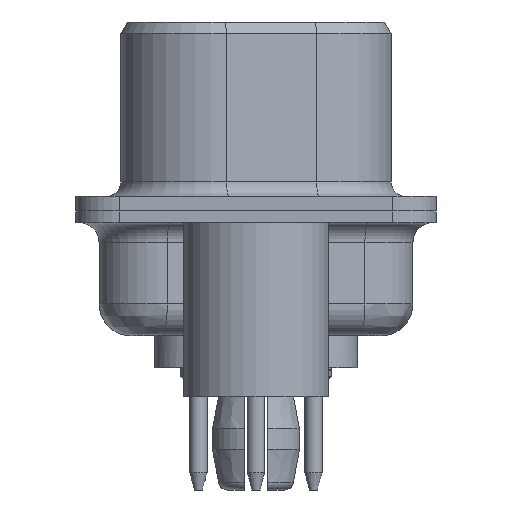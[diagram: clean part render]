
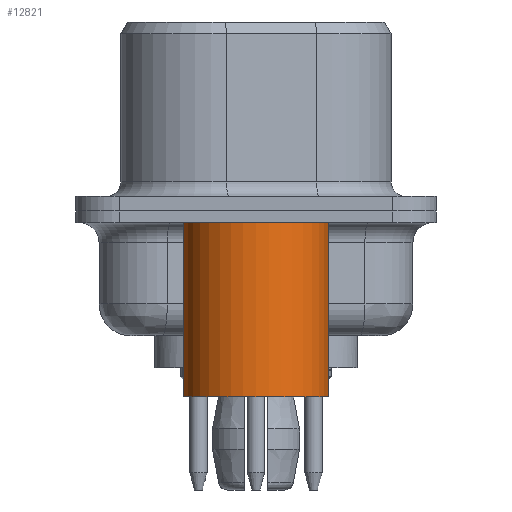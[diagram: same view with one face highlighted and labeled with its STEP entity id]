
A CAD part, left-side view. The second image highlights one B-rep face of the part: STEP entity #12821.
In plain terms, the highlighted cylindrical face has radius 2.5 mm (diameter 5 mm), a full revolution.
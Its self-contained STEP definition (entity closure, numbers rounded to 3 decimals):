
#783=CIRCLE('',#14065,2.5);
#803=CIRCLE('',#14109,2.5);
#1034=CYLINDRICAL_SURFACE('',#14108,2.5);
#1447=FACE_BOUND('',#5941,.T.);
#4745=FACE_OUTER_BOUND('',#5940,.T.);
#5940=EDGE_LOOP('',(#12016));
#5941=EDGE_LOOP('',(#12017));
#7150=VERTEX_POINT('',#24553);
#7171=VERTEX_POINT('',#24694);
#8744=EDGE_CURVE('',#7150,#7150,#783,.T.);
#8788=EDGE_CURVE('',#7171,#7171,#803,.T.);
#12016=ORIENTED_EDGE('',*,*,#8788,.F.);
#12017=ORIENTED_EDGE('',*,*,#8744,.T.);
#12821=ADVANCED_FACE('',(#4745,#1447),#1034,.T.);
#14065=AXIS2_PLACEMENT_3D('',#24554,#17629,#17630);
#14108=AXIS2_PLACEMENT_3D('',#24693,#17727,#17728);
#14109=AXIS2_PLACEMENT_3D('',#24695,#17729,#17730);
#17629=DIRECTION('center_axis',(0.,1.,0.));
#17630=DIRECTION('ref_axis',(-1.,0.,0.));
#17727=DIRECTION('center_axis',(0.,1.,0.));
#17728=DIRECTION('ref_axis',(-1.,0.,0.));
#17729=DIRECTION('center_axis',(0.,1.,0.));
#17730=DIRECTION('ref_axis',(-1.,0.,0.));
#24553=CARTESIAN_POINT('',(-2.5,3.2,0.));
#24554=CARTESIAN_POINT('Origin',(0.,3.2,0.));
#24693=CARTESIAN_POINT('Origin',(0.,6.2,0.));
#24694=CARTESIAN_POINT('',(-2.5,9.2,0.));
#24695=CARTESIAN_POINT('Origin',(0.,9.2,0.));
